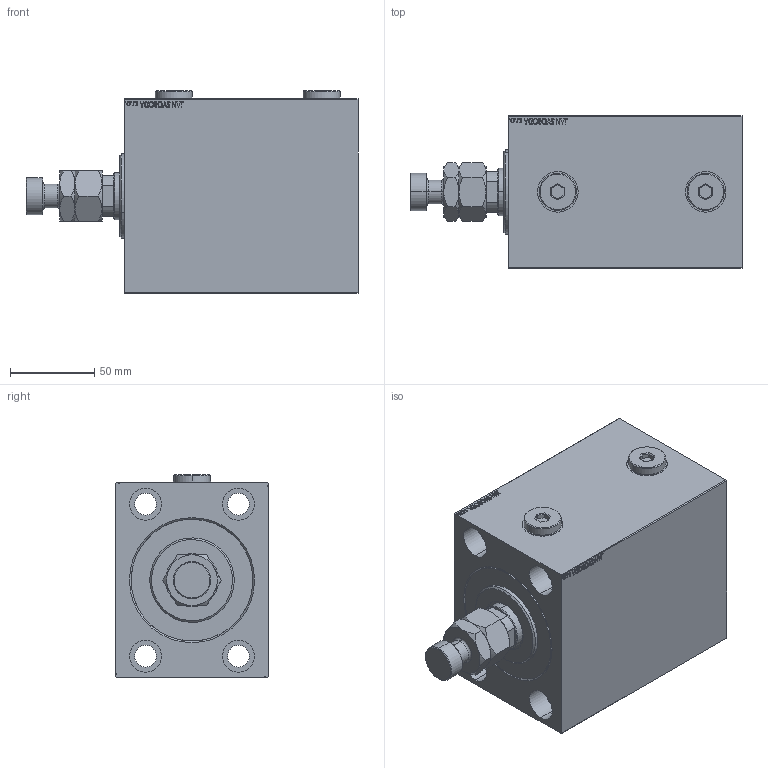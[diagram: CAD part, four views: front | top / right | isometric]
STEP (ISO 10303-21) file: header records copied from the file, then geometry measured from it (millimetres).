
FILE_DESCRIPTION (( 'STEP AP203' ), '1' );
FILE_NAME ('565b.STEP', '2024-02-12T20:29:22', ( '' ), ( '' ), 'SwSTEP 2.0', 'SolidWorks 2019', '' );
FILE_SCHEMA (( 'CONFIG_CONTROL_DESIGN' ));
Length unit declared in the file: millimetre
Products named in the file (6): Zatka_OIL_PORT c1035963cfc6b1fb042e9dc3269f2b16; V450CM_VC_B c1035963cfc6b1fb042e9dc3269f2b16; MFA c1035963cfc6b1fb042e9dc3269f2b16; 565b; V450CM_C_VCP c1035963cfc6b1fb042e9dc3269f2b16; V450CM_C_Body c1035963cfc6b1fb042e9dc3269f2b16
Assembly tree (6 placements, depth 2):
  565b
    V450CM_C_Body c1035963cfc6b1fb042e9dc3269f2b16
    V450CM_C_VCP c1035963cfc6b1fb042e9dc3269f2b16
    V450CM_VC_B c1035963cfc6b1fb042e9dc3269f2b16
    MFA c1035963cfc6b1fb042e9dc3269f2b16
    Zatka_OIL_PORT c1035963cfc6b1fb042e9dc3269f2b16  x2
Bounding box: 196.5 x 90 x 119.9 mm (x, y, z)
Volume: 1208990.1 mm3; surface area: 172183 mm2
Topology: 6 solids, 6 shells, 971 faces, 2440 edges, 1599 vertices
Faces by surface type: plane 459, bspline 380, cylinder 82, cone 46, torus 4
Entity records: 47026 total; most frequent: CARTESIAN_POINT 26034, ORIENTED_EDGE 4796, DIRECTION 2936, EDGE_CURVE 2398, VERTEX_POINT 1575, VECTOR 1374, LINE 1374, EDGE_LOOP 1089
